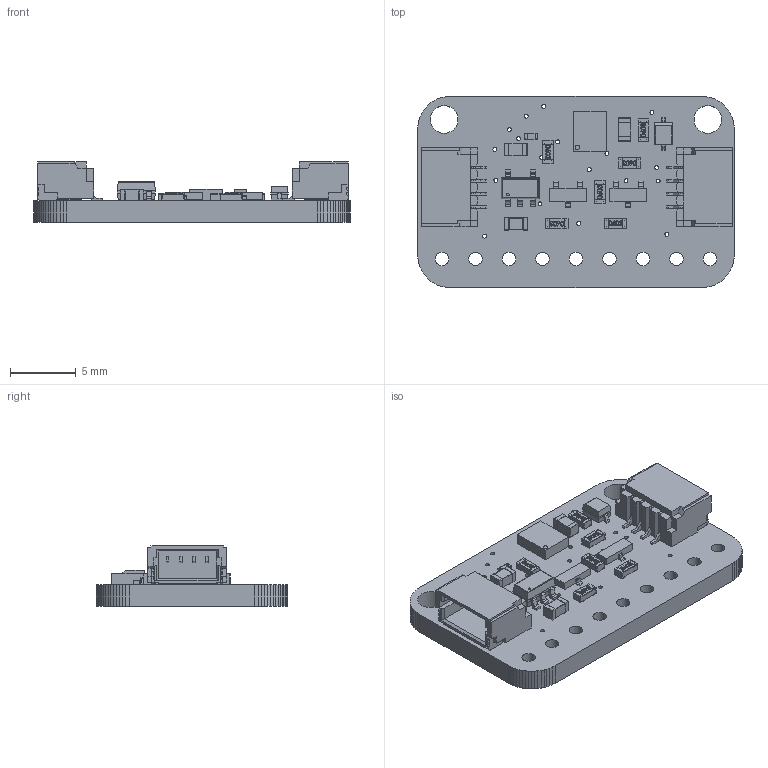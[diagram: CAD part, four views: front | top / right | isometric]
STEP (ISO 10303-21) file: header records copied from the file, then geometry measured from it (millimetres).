
FILE_DESCRIPTION(('PCB Model'),'2;1');
FILE_NAME('10383.STEP','2026-02-11T17:21:06',('Pritesh'),( 'Unspecified'),'Open CASCADE STEP processor 7.6','Proteus','Unknown' );
FILE_SCHEMA(('AUTOMOTIVE_DESIGN { 1 0 10303 214 1 1 1 1 }'));
Length unit declared in the file: millimetre
Products named in the file (93): Proteus PCB Model; Board; J2; Package; Body_1; =>[0:1:1:3]; =>[0:1:1:4]; =>[0:1:1:5]; =>[0:1:1:6]; =>[0:1:1:7]; =>[0:1:1:8]; =>[0:1:1:9]; J3; U3; =>[0:1:1:2]; SOLID; Q2; Pin_1; Pin_2; Pin_3; Q1; D1; U1; =>[0:1:1:10]; =>[0:1:1:11]; =>[0:1:1:12]; =>[0:1:1:13]; =>[0:1:1:14]; =>[0:1:1:15]; =>[0:1:1:16]; =>[0:1:1:17]; =>[0:1:1:18]; =>[0:1:1:19]; C1; R1; C3; C2; R2; R3; R4 ...
Assembly tree (101 placements, depth 6):
  Proteus PCB Model
    Board
    J2
      Package
        Body_1
          =>[0:1:1:3]
          =>[0:1:1:4]
          =>[0:1:1:5]
          =>[0:1:1:6]
          =>[0:1:1:7]
          =>[0:1:1:8]
          =>[0:1:1:9]
    J3
      Package
        Body_1
          =>[0:1:1:3]
          =>[0:1:1:4]
          =>[0:1:1:5]
          =>[0:1:1:6]
          =>[0:1:1:7]
          =>[0:1:1:8]
          =>[0:1:1:9]
    U3
      Package
        Body_1
          =>[0:1:1:2]
          =>[0:1:1:3]
            SOLID
            SOLID
            SOLID
          =>[0:1:1:4]
            SOLID
            SOLID
    Q2
      Package
        Body_1
        Pin_1
        Pin_2
        Pin_3
    Q1
      Package
        Body_1
        Pin_1
        Pin_2
        Pin_3
    D1
      Package
        Body_1
          =>[0:1:1:2]
          =>[0:1:1:3]
          =>[0:1:1:4]
    U1
      Package
        Body_1
          =>[0:1:1:3]
          =>[0:1:1:4]
          =>[0:1:1:5]
          =>[0:1:1:6]
          =>[0:1:1:7]
          =>[0:1:1:8]
Bounding box: 24 x 14.5 x 4.59 mm (x, y, z)
Volume: 644.1 mm3; surface area: 1447.5 mm2
Topology: 89 solids, 89 shells, 1932 faces, 4927 edges, 3178 vertices
Faces by surface type: plane 1359, cylinder 279, bspline 246, sphere 48
Full cylindrical faces by diameter (mm): 0.2 x1, 0.3 x22, 1.016 x9, 2.1 x2
Entity records: 34971 total; most frequent: CARTESIAN_POINT 8028, ORIENTED_EDGE 4732, DIRECTION 4536, EDGE_CURVE 2366, LINE 1988, VECTOR 1988, VERTEX_POINT 1546, AXIS2_PLACEMENT_3D 1274
